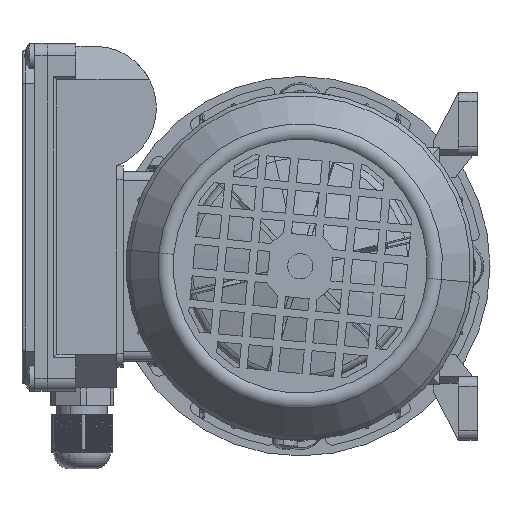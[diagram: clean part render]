
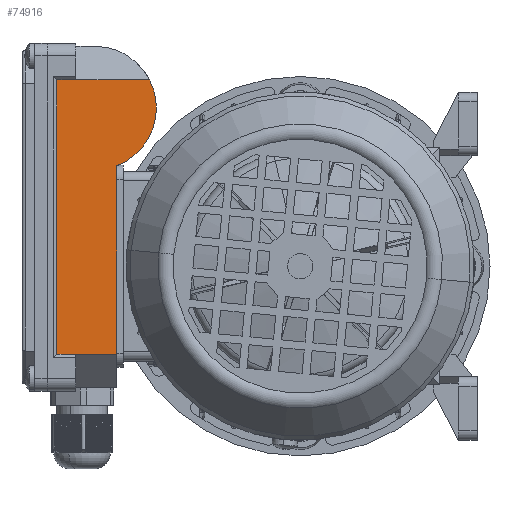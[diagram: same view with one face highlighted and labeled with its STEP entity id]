
A CAD part, left-side view. The second image highlights one B-rep face of the part: STEP entity #74916.
In plain terms, the highlighted face is planar.
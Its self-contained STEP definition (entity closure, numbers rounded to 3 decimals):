
#2438 = EDGE_CURVE ( 'NONE', #81744, #81825, #47323, .T. ) ;
#2784 = ORIENTED_EDGE ( 'NONE', *, *, #2438, .T. ) ;
#9659 = ORIENTED_EDGE ( 'NONE', *, *, #81813, .T. ) ;
#11594 = ORIENTED_EDGE ( 'NONE', *, *, #11595, .T. ) ;
#11595 = EDGE_CURVE ( 'NONE', #81863, #81540, #88387, .T. ) ;
#47320 = DIRECTION ( 'NONE',  ( 0., 0., 1. ) ) ;
#47321 = VECTOR ( 'NONE', #47320, 1000. ) ;
#47322 = CARTESIAN_POINT ( 'NONE',  ( -43.4, 47., 42.396 ) ) ;
#47323 = LINE ( 'NONE', #47322, #47321 ) ;
#60437 = DIRECTION ( 'NONE',  ( 0., 0., -1. ) ) ;
#60438 = DIRECTION ( 'NONE',  ( 0., -1., 0. ) ) ;
#60439 = AXIS2_PLACEMENT_3D ( 'NONE', #60441, #60438, #60437 ) ;
#60441 = CARTESIAN_POINT ( 'NONE',  ( 55., 47., 42.396 ) ) ;
#60442 = PLANE ( 'NONE',  #60439 ) ;
#60443 = FACE_OUTER_BOUND ( 'NONE', #74910, .T. ) ;
#60518 = DIRECTION ( 'NONE',  ( -1., 0., 0. ) ) ;
#60519 = VECTOR ( 'NONE', #60518, 1000. ) ;
#60520 = CARTESIAN_POINT ( 'NONE',  ( 55., 47., 4.5 ) ) ;
#60521 = LINE ( 'NONE', #60520, #60519 ) ;
#60522 = CARTESIAN_POINT ( 'NONE',  ( -43.4, 47., 4.5 ) ) ;
#60523 = CARTESIAN_POINT ( 'NONE',  ( 43.4, 47., 4.5 ) ) ;
#60872 = DIRECTION ( 'NONE',  ( 0., 0., -1. ) ) ;
#60873 = DIRECTION ( 'NONE',  ( 0., -1., 0. ) ) ;
#60874 = CARTESIAN_POINT ( 'NONE',  ( 34.5, 47., 16.5 ) ) ;
#60875 = AXIS2_PLACEMENT_3D ( 'NONE', #60874, #60873, #60872 ) ;
#60878 = CIRCLE ( 'NONE', #60875, 19.5 ) ;
#60890 = DIRECTION ( 'NONE',  ( 0., 0., 1. ) ) ;
#60891 = VECTOR ( 'NONE', #60890, 1000. ) ;
#60892 = CARTESIAN_POINT ( 'NONE',  ( -43.4, 47., 42.396 ) ) ;
#60893 = LINE ( 'NONE', #60892, #60891 ) ;
#60942 = CARTESIAN_POINT ( 'NONE',  ( -43.4, 47., 10.5 ) ) ;
#61003 = CARTESIAN_POINT ( 'NONE',  ( 34.5, 47., 36. ) ) ;
#61031 = DIRECTION ( 'NONE',  ( 0., 0., -1. ) ) ;
#61032 = DIRECTION ( 'NONE',  ( 0., -1., 0. ) ) ;
#61033 = CARTESIAN_POINT ( 'NONE',  ( 34.5, 47., 16.5 ) ) ;
#61034 = AXIS2_PLACEMENT_3D ( 'NONE', #61033, #61032, #61031 ) ;
#61041 = CIRCLE ( 'NONE', #61034, 19.5 ) ;
#61058 = CARTESIAN_POINT ( 'NONE',  ( 43.4, 47., 42.396 ) ) ;
#61059 = LINE ( 'NONE', #61058, #61120 ) ;
#61083 = CARTESIAN_POINT ( 'NONE',  ( 16.3, 47., 23.5 ) ) ;
#61084 = CARTESIAN_POINT ( 'NONE',  ( 43.4, 47., 33.851 ) ) ;
#61098 = CARTESIAN_POINT ( 'NONE',  ( -43.4, 47., 23.5 ) ) ;
#61119 = DIRECTION ( 'NONE',  ( 0., 0., -1. ) ) ;
#61120 = VECTOR ( 'NONE', #61119, 1000. ) ;
#61147 = DIRECTION ( 'NONE',  ( -1., 0., 0. ) ) ;
#61148 = VECTOR ( 'NONE', #61147, 1000. ) ;
#61149 = CARTESIAN_POINT ( 'NONE',  ( -54., 47., 23.5 ) ) ;
#61150 = LINE ( 'NONE', #61149, #61148 ) ;
#61159 = CARTESIAN_POINT ( 'NONE',  ( 43.4, 47., 10.5 ) ) ;
#74909 = ORIENTED_EDGE ( 'NONE', *, *, #81544, .T. ) ;
#74910 = EDGE_LOOP ( 'NONE', ( #74909, #81539, #2784, #81664, #81634, #81650, #9659, #11594 ) ) ;
#74916 = ADVANCED_FACE ( 'NONE', ( #60443 ), #60442, .F. ) ;
#81539 = ORIENTED_EDGE ( 'NONE', *, *, #81739, .T. ) ;
#81540 = VERTEX_POINT ( 'NONE', #60523 ) ;
#81541 = VERTEX_POINT ( 'NONE', #60522 ) ;
#81544 = EDGE_CURVE ( 'NONE', #81540, #81541, #60521, .T. ) ;
#81634 = ORIENTED_EDGE ( 'NONE', *, *, #81721, .F. ) ;
#81650 = ORIENTED_EDGE ( 'NONE', *, *, #81790, .F. ) ;
#81664 = ORIENTED_EDGE ( 'NONE', *, *, #81834, .F. ) ;
#81721 = EDGE_CURVE ( 'NONE', #81778, #81798, #60878, .T. ) ;
#81739 = EDGE_CURVE ( 'NONE', #81541, #81744, #60893, .T. ) ;
#81744 = VERTEX_POINT ( 'NONE', #60942 ) ;
#81778 = VERTEX_POINT ( 'NONE', #61003 ) ;
#81790 = EDGE_CURVE ( 'NONE', #81796, #81778, #61041, .T. ) ;
#81796 = VERTEX_POINT ( 'NONE', #61084 ) ;
#81798 = VERTEX_POINT ( 'NONE', #61083 ) ;
#81813 = EDGE_CURVE ( 'NONE', #81796, #81863, #61059, .T. ) ;
#81825 = VERTEX_POINT ( 'NONE', #61098 ) ;
#81834 = EDGE_CURVE ( 'NONE', #81798, #81825, #61150, .T. ) ;
#81863 = VERTEX_POINT ( 'NONE', #61159 ) ;
#88383 = DIRECTION ( 'NONE',  ( 0., 0., -1. ) ) ;
#88384 = VECTOR ( 'NONE', #88383, 1000. ) ;
#88385 = CARTESIAN_POINT ( 'NONE',  ( 43.4, 47., 42.396 ) ) ;
#88387 = LINE ( 'NONE', #88385, #88384 ) ;
